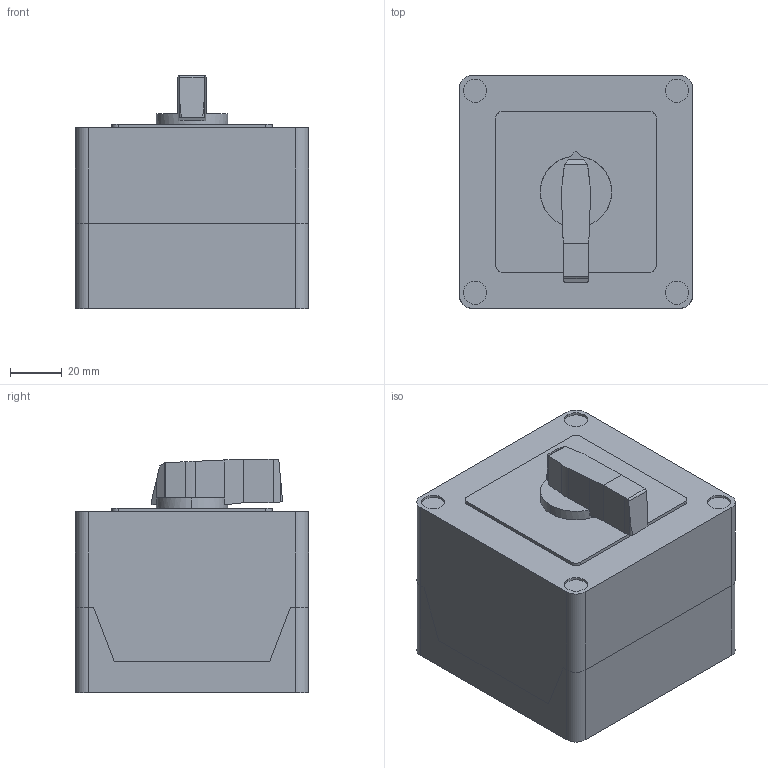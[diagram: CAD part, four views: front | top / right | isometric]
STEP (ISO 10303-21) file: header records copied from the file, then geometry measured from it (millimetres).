
FILE_DESCRIPTION((''),'2;1');
FILE_NAME('3d_7GN3292P25.stp','2012-10-02T14:34:32',(''),(''),'Mechanical Desktop 2011','Mechanical Desktop 2011',', , ');
FILE_SCHEMA(('CONFIG_CONTROL_DESIGN'));
Length unit declared in the file: millimetre
Products named in the file (1): Product
Bounding box: 90 x 90 x 90.3 mm (x, y, z)
Volume: 579940.4 mm3; surface area: 73850.2 mm2
Topology: 4 solids, 4 shells, 98 faces, 256 edges, 170 vertices
Faces by surface type: plane 65, cylinder 33
Entity records: 3112 total; most frequent: DIRECTION 540, CARTESIAN_POINT 523, ORIENTED_EDGE 508, EDGE_CURVE 254, AXIS2_PLACEMENT_3D 185, VECTOR 170, LINE 170, VERTEX_POINT 168
